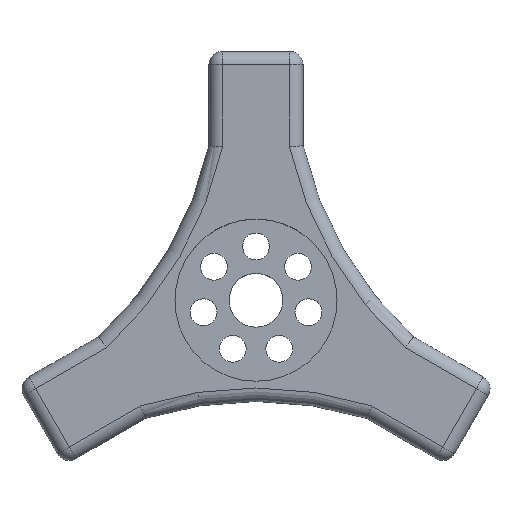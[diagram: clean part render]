
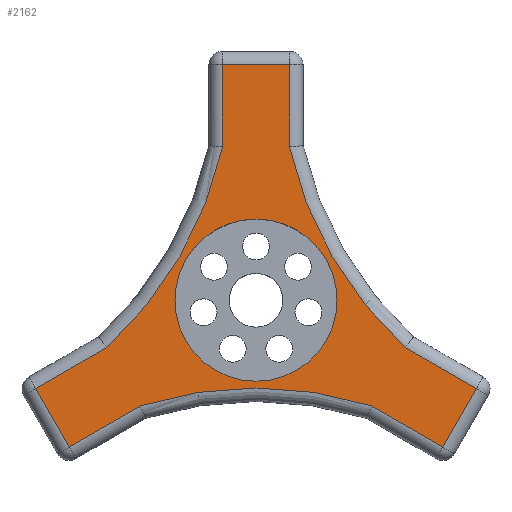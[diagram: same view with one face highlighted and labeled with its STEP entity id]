
A CAD part, top view. The second image highlights one B-rep face of the part: STEP entity #2162.
In plain terms, the highlighted planar face has unit normal (0, 0, 1).
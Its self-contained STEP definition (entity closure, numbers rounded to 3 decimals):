
#11 = ORIENTED_EDGE ( 'NONE', *, *, #52, .T. ) ;
#20 = ORIENTED_EDGE ( 'NONE', *, *, #293, .T. ) ;
#35 = DIRECTION ( 'NONE',  ( -0.866, -0.5, 0. ) ) ;
#40 = AXIS2_PLACEMENT_3D ( 'NONE', #2348, #523, #537 ) ;
#52 = EDGE_CURVE ( 'NONE', #376, #1583, #1199, .T. ) ;
#67 = CARTESIAN_POINT ( 'NONE',  ( 22.229, -7.06, 14. ) ) ;
#96 = ORIENTED_EDGE ( 'NONE', *, *, #2012, .T. ) ;
#155 = ORIENTED_EDGE ( 'NONE', *, *, #2560, .T. ) ;
#160 = VECTOR ( 'NONE', #35, 1000. ) ;
#203 = AXIS2_PLACEMENT_3D ( 'NONE', #1600, #1804, #2189 ) ;
#225 = LINE ( 'NONE', #1579, #160 ) ;
#228 = DIRECTION ( 'NONE',  ( 0., -1., 0. ) ) ;
#241 = VECTOR ( 'NONE', #703, 1000. ) ;
#249 = CARTESIAN_POINT ( 'NONE',  ( 32.811, -13.17, 14. ) ) ;
#271 = CARTESIAN_POINT ( 'NONE',  ( -26.811, -23.562, 14. ) ) ;
#290 = DIRECTION ( 'NONE',  ( 0., 0., 1. ) ) ;
#293 = EDGE_CURVE ( 'NONE', #399, #376, #2167, .T. ) ;
#323 = DIRECTION ( 'NONE',  ( 0., 0., -1. ) ) ;
#324 = DIRECTION ( 'NONE',  ( 0., 0., 1. ) ) ;
#359 = VERTEX_POINT ( 'NONE', #1036 ) ;
#363 = CARTESIAN_POINT ( 'NONE',  ( -5., 22.781, 14. ) ) ;
#376 = VERTEX_POINT ( 'NONE', #2027 ) ;
#378 = EDGE_CURVE ( 'NONE', #1652, #1590, #1796, .T. ) ;
#399 = VERTEX_POINT ( 'NONE', #2014 ) ;
#411 = CIRCLE ( 'NONE', #40, 57. ) ;
#433 = CARTESIAN_POINT ( 'NONE',  ( -32.811, -13.17, 14. ) ) ;
#441 = DIRECTION ( 'NONE',  ( 0., 1., 0. ) ) ;
#447 = VECTOR ( 'NONE', #1922, 1000. ) ;
#451 = ORIENTED_EDGE ( 'NONE', *, *, #1485, .T. ) ;
#470 = VERTEX_POINT ( 'NONE', #1802 ) ;
#509 = CARTESIAN_POINT ( 'NONE',  ( -12.061, 0., 14. ) ) ;
#523 = DIRECTION ( 'NONE',  ( 0., 0., -1. ) ) ;
#537 = DIRECTION ( 'NONE',  ( 1., 0., 0. ) ) ;
#551 = CARTESIAN_POINT ( 'NONE',  ( -17.419, -15.83, 14. ) ) ;
#563 = DIRECTION ( 'NONE',  ( 0.866, 0.5, 0. ) ) ;
#580 = VERTEX_POINT ( 'NONE', #509 ) ;
#627 = CARTESIAN_POINT ( 'NONE',  ( -5., 23., 14. ) ) ;
#654 = CARTESIAN_POINT ( 'NONE',  ( 33.811, -11.438, 14. ) ) ;
#664 = LINE ( 'NONE', #654, #241 ) ;
#679 = DIRECTION ( 'NONE',  ( 1., 0., 0. ) ) ;
#703 = DIRECTION ( 'NONE',  ( 0.5, 0.866, 0. ) ) ;
#704 = CARTESIAN_POINT ( 'NONE',  ( 5., 22.781, 14. ) ) ;
#719 = VECTOR ( 'NONE', #1548, 1000. ) ;
#724 = EDGE_CURVE ( 'NONE', #1583, #2534, #1560, .T. ) ;
#750 = CARTESIAN_POINT ( 'NONE',  ( -17.229, -15.72, 14. ) ) ;
#762 = EDGE_LOOP ( 'NONE', ( #2296, #1235 ) ) ;
#800 = ORIENTED_EDGE ( 'NONE', *, *, #1073, .T. ) ;
#944 = CIRCLE ( 'NONE', #1353, 12.061 ) ;
#954 = EDGE_CURVE ( 'NONE', #2534, #2170, #225, .T. ) ;
#986 = ORIENTED_EDGE ( 'NONE', *, *, #1948, .T. ) ;
#1008 = AXIS2_PLACEMENT_3D ( 'NONE', #1217, #1587, #1182 ) ;
#1020 = CARTESIAN_POINT ( 'NONE',  ( 0., 0., 14. ) ) ;
#1036 = CARTESIAN_POINT ( 'NONE',  ( 27.811, -21.83, 14. ) ) ;
#1073 = EDGE_CURVE ( 'NONE', #2170, #470, #1646, .T. ) ;
#1166 = DIRECTION ( 'NONE',  ( 1., 0., 0. ) ) ;
#1174 = EDGE_CURVE ( 'NONE', #2023, #580, #2476, .T. ) ;
#1182 = DIRECTION ( 'NONE',  ( 1., 0., 0. ) ) ;
#1199 = LINE ( 'NONE', #627, #1746 ) ;
#1217 = CARTESIAN_POINT ( 'NONE',  ( 0., -70.054, 14. ) ) ;
#1231 = FACE_OUTER_BOUND ( 'NONE', #1868, .T. ) ;
#1235 = ORIENTED_EDGE ( 'NONE', *, *, #1901, .F. ) ;
#1311 = CARTESIAN_POINT ( 'NONE',  ( 12.061, 0., 14. ) ) ;
#1353 = AXIS2_PLACEMENT_3D ( 'NONE', #1020, #290, #679 ) ;
#1409 = VERTEX_POINT ( 'NONE', #67 ) ;
#1430 = VECTOR ( 'NONE', #441, 1000. ) ;
#1444 = DIRECTION ( 'NONE',  ( -0.866, 0.5, 0. ) ) ;
#1466 = EDGE_CURVE ( 'NONE', #2231, #1409, #2024, .T. ) ;
#1474 = VECTOR ( 'NONE', #563, 1000. ) ;
#1485 = EDGE_CURVE ( 'NONE', #1832, #399, #1629, .T. ) ;
#1548 = DIRECTION ( 'NONE',  ( -1., 0., 0. ) ) ;
#1560 = CIRCLE ( 'NONE', #1926, 57. ) ;
#1579 = CARTESIAN_POINT ( 'NONE',  ( -32.811, -13.17, 14. ) ) ;
#1583 = VERTEX_POINT ( 'NONE', #363 ) ;
#1587 = DIRECTION ( 'NONE',  ( 0., 0., -1. ) ) ;
#1590 = VERTEX_POINT ( 'NONE', #2133 ) ;
#1600 = CARTESIAN_POINT ( 'NONE',  ( 60.669, 35.027, 14. ) ) ;
#1612 = FACE_BOUND ( 'NONE', #762, .T. ) ;
#1622 = ORIENTED_EDGE ( 'NONE', *, *, #2404, .T. ) ;
#1629 = LINE ( 'NONE', #2064, #1430 ) ;
#1646 = LINE ( 'NONE', #271, #2224 ) ;
#1652 = VERTEX_POINT ( 'NONE', #750 ) ;
#1675 = CARTESIAN_POINT ( 'NONE',  ( -22.229, -7.06, 14. ) ) ;
#1746 = VECTOR ( 'NONE', #228, 1000. ) ;
#1751 = DIRECTION ( 'NONE',  ( 1., 0., 0. ) ) ;
#1796 = CIRCLE ( 'NONE', #1008, 57. ) ;
#1802 = CARTESIAN_POINT ( 'NONE',  ( -27.811, -21.83, 14. ) ) ;
#1804 = DIRECTION ( 'NONE',  ( 0., 0., 1. ) ) ;
#1805 = AXIS2_PLACEMENT_3D ( 'NONE', #1917, #324, #1751 ) ;
#1820 = ORIENTED_EDGE ( 'NONE', *, *, #954, .T. ) ;
#1832 = VERTEX_POINT ( 'NONE', #704 ) ;
#1868 = EDGE_LOOP ( 'NONE', ( #2458, #1820, #800, #986, #1911, #96, #155, #2312, #1622, #451, #20, #11 ) ) ;
#1885 = VECTOR ( 'NONE', #1444, 1000. ) ;
#1901 = EDGE_CURVE ( 'NONE', #580, #2023, #944, .T. ) ;
#1911 = ORIENTED_EDGE ( 'NONE', *, *, #378, .T. ) ;
#1917 = CARTESIAN_POINT ( 'NONE',  ( 0., 0., 14. ) ) ;
#1922 = DIRECTION ( 'NONE',  ( 0.866, -0.5, 0. ) ) ;
#1926 = AXIS2_PLACEMENT_3D ( 'NONE', #2346, #323, #1166 ) ;
#1939 = CARTESIAN_POINT ( 'NONE',  ( -7., 35., 14. ) ) ;
#1948 = EDGE_CURVE ( 'NONE', #470, #1652, #2351, .T. ) ;
#1969 = LINE ( 'NONE', #2532, #447 ) ;
#2001 = PLANE ( 'NONE',  #203 ) ;
#2012 = EDGE_CURVE ( 'NONE', #1590, #359, #1969, .T. ) ;
#2014 = CARTESIAN_POINT ( 'NONE',  ( 5., 35., 14. ) ) ;
#2023 = VERTEX_POINT ( 'NONE', #1311 ) ;
#2024 = LINE ( 'NONE', #2035, #1885 ) ;
#2027 = CARTESIAN_POINT ( 'NONE',  ( -5., 35., 14. ) ) ;
#2035 = CARTESIAN_POINT ( 'NONE',  ( 22.419, -7.17, 14. ) ) ;
#2064 = CARTESIAN_POINT ( 'NONE',  ( 5., 35., 14. ) ) ;
#2133 = CARTESIAN_POINT ( 'NONE',  ( 17.229, -15.72, 14. ) ) ;
#2162 = ADVANCED_FACE ( 'NONE', ( #1231, #1612 ), #2001, .T. ) ;
#2167 = LINE ( 'NONE', #1939, #719 ) ;
#2170 = VERTEX_POINT ( 'NONE', #433 ) ;
#2189 = DIRECTION ( 'NONE',  ( 1., 0., 0. ) ) ;
#2224 = VECTOR ( 'NONE', #2258, 1000. ) ;
#2231 = VERTEX_POINT ( 'NONE', #249 ) ;
#2258 = DIRECTION ( 'NONE',  ( 0.5, -0.866, 0. ) ) ;
#2296 = ORIENTED_EDGE ( 'NONE', *, *, #1174, .F. ) ;
#2312 = ORIENTED_EDGE ( 'NONE', *, *, #1466, .T. ) ;
#2346 = CARTESIAN_POINT ( 'NONE',  ( -60.669, 35.027, 14. ) ) ;
#2348 = CARTESIAN_POINT ( 'NONE',  ( 60.669, 35.027, 14. ) ) ;
#2351 = LINE ( 'NONE', #551, #1474 ) ;
#2404 = EDGE_CURVE ( 'NONE', #1409, #1832, #411, .T. ) ;
#2458 = ORIENTED_EDGE ( 'NONE', *, *, #724, .T. ) ;
#2476 = CIRCLE ( 'NONE', #1805, 12.061 ) ;
#2532 = CARTESIAN_POINT ( 'NONE',  ( 27.811, -21.83, 14. ) ) ;
#2534 = VERTEX_POINT ( 'NONE', #1675 ) ;
#2560 = EDGE_CURVE ( 'NONE', #359, #2231, #664, .T. ) ;
